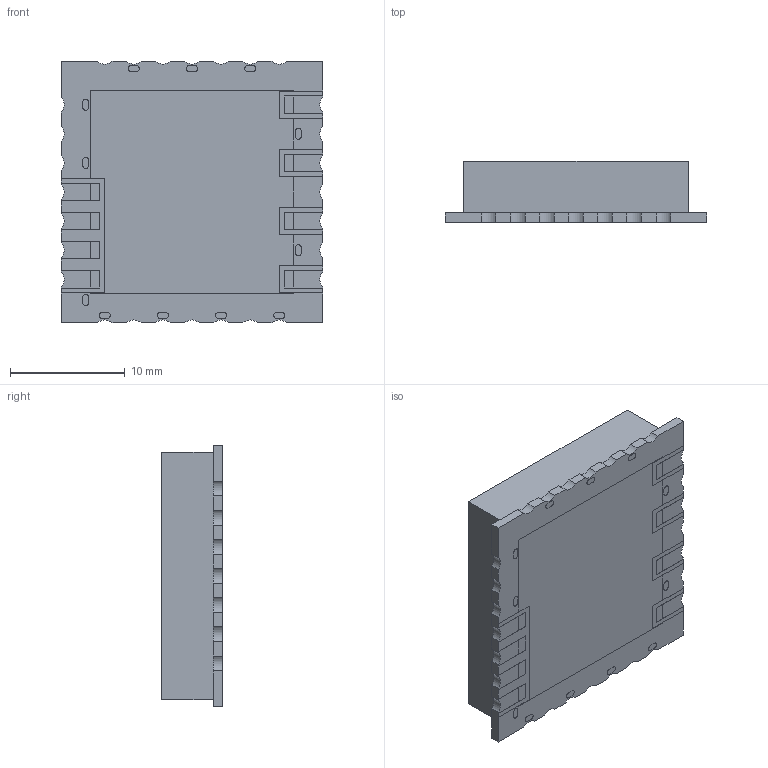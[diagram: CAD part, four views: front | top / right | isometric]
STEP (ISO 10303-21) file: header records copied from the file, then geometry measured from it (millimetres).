
FILE_DESCRIPTION (( 'STEP AP214' ), '1' );
FILE_NAME ('FMXP5001_3D.step', '2023-09-18T20:01:48', ( '' ), ( '' ), 'SwSTEP 2.0', 'SolidWorks 2022', '' );
FILE_SCHEMA (( 'AUTOMOTIVE_DESIGN' ));
Length unit declared in the file: inch
Products named in the file (1): FMXP5001_3D
Bounding box: 22.86 x 5.3 x 22.86 mm (x, y, z)
Volume: 2317.9 mm3; surface area: 1480.1 mm2
Topology: 1 solids, 1 shells, 1565 faces, 4325 edges, 2878 vertices
Faces by surface type: plane 1260, bspline 240, cylinder 65
Entity records: 81369 total; most frequent: CARTESIAN_POINT 23357, ORIENTED_EDGE 8650, DIRECTION 6627, EDGE_CURVE 4325, LINE 3715, VECTOR 3715, VERTEX_POINT 2878, EDGE_LOOP 1681
